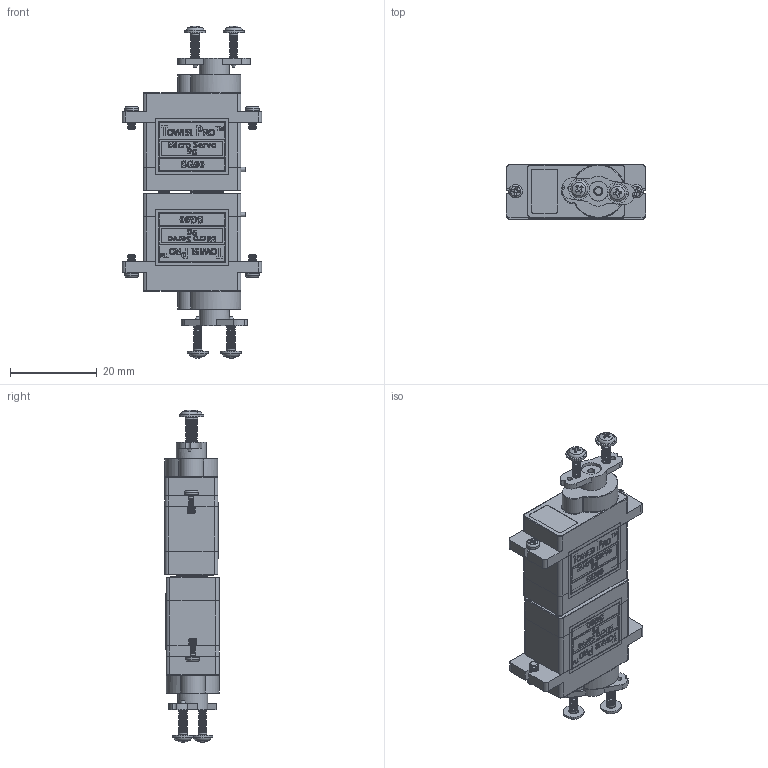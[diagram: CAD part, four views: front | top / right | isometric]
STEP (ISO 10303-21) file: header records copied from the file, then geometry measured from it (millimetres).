
FILE_DESCRIPTION(/* description */ (''),/* implementation_level */ '2;1');
FILE_NAME(/* name */ 'сервоприводы.stp',/* time_stamp */ '2025-02-10T22:25:27+03:00',/* author */ ('Admin'),/* organization */ (''),/* preprocessor_version */ 'ST-DEVELOPER v18.1',/* originating_system */ 'Autodesk Inventor 2022',/* authorisation */ '');
FILE_SCHEMA (('AUTOMOTIVE_DESIGN { 1 0 10303 214 3 1 1 }'));
Length unit declared in the file: millimetre
Products named in the file (7): сервоприводы; сервы2; качалка; SG90 - Micro Servo 9g - Tower Pro.5_BS EN ISO 7045 - M2 x 8 - Z - 8S; сервы; SG90 - Micro Servo 9g - Tower Pro.1_Pea; SG90 - Micro Servo 9g - Tower Pro.6_BS EN ISO 7045 - M2 x 4 - Z - 4S
Assembly tree (14 placements, depth 3):
  сервоприводы
    сервы2
      качалка  x2
    SG90 - Micro Servo 9g - Tower Pro.5_BS EN ISO 7045 - M2 x 8 - Z - 8S  x4
    сервы
      SG90 - Micro Servo 9g - Tower Pro.1_Pea  x2
      SG90 - Micro Servo 9g - Tower Pro.6_BS EN ISO 7045 - M2 x 4 - Z - 4S  x4
Bounding box: 32.1 x 12.7 x 76.44 mm (x, y, z)
Volume: 14598.5 mm3; surface area: 11280.8 mm2
Topology: 36 solids, 36 shells, 2170 faces, 6954 edges, 5096 vertices
Faces by surface type: plane 1278, cylinder 506, cone 258, torus 70, bspline 46, sphere 12
Full cylindrical faces by diameter (mm): 0.2 x2, 0.5 x2, 1 x6, 1.2 x8, 1.6 x4, 1.8 x8, 2 x104, 2.1 x2, 3.1 x4, 4.6 x2, 4.8 x4, 5 x2, 6.9 x2
Entity records: 42146 total; most frequent: CARTESIAN_POINT 14293, ORIENTED_EDGE 6226, DIRECTION 5096, EDGE_CURVE 3113, VERTEX_POINT 2314, LINE 1814, VECTOR 1814, AXIS2_PLACEMENT_3D 1641
